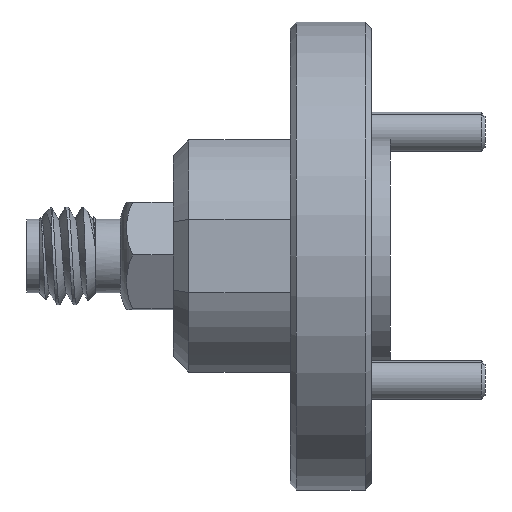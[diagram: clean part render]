
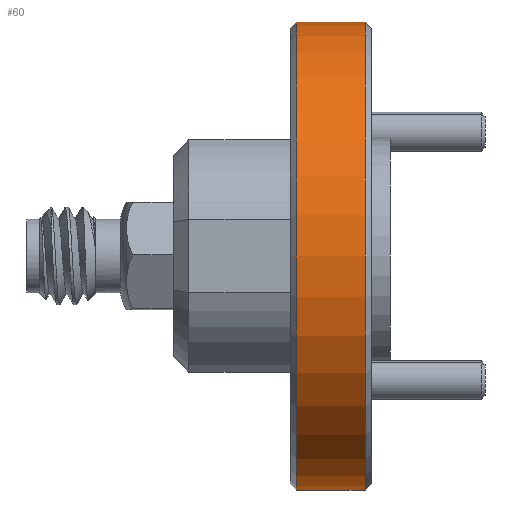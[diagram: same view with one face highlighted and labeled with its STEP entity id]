
A CAD part, front view. The second image highlights one B-rep face of the part: STEP entity #60.
In plain terms, the highlighted cylindrical face has radius 9.525 mm (diameter 19.05 mm), a partial arc.
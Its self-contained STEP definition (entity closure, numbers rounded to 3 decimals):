
#60 = ADVANCED_FACE ( 'NONE', ( #2371 ), #3975, .T. ) ;
#160 = CARTESIAN_POINT ( 'NONE',  ( -10.906, 10.774, 23.801 ) ) ;
#223 = CARTESIAN_POINT ( 'NONE',  ( 9.743, 10.774, 14.276 ) ) ;
#224 = ORIENTED_EDGE ( 'NONE', *, *, #2921, .T. ) ;
#320 = CARTESIAN_POINT ( 'NONE',  ( 6.949, 10.774, 23.801 ) ) ;
#478 = CARTESIAN_POINT ( 'NONE',  ( 9.743, 10.774, 23.801 ) ) ;
#545 = LINE ( 'NONE', #6537, #5825 ) ;
#689 = VERTEX_POINT ( 'NONE', #320 ) ;
#702 = EDGE_LOOP ( 'NONE', ( #2523, #2373, #224, #4820 ) ) ;
#766 = DIRECTION ( 'NONE',  ( -1., 0., 0. ) ) ;
#788 = DIRECTION ( 'NONE',  ( 1., 0., 0. ) ) ;
#969 = DIRECTION ( 'NONE',  ( -1., 0., 0. ) ) ;
#1099 = VERTEX_POINT ( 'NONE', #2105 ) ;
#1651 = DIRECTION ( 'NONE',  ( -1., 0., 0. ) ) ;
#2105 = CARTESIAN_POINT ( 'NONE',  ( 9.743, 10.774, 4.751 ) ) ;
#2122 = CIRCLE ( 'NONE', #2197, 9.525 ) ;
#2197 = AXIS2_PLACEMENT_3D ( 'NONE', #223, #5022, #5616 ) ;
#2371 = FACE_OUTER_BOUND ( 'NONE', #702, .T. ) ;
#2373 = ORIENTED_EDGE ( 'NONE', *, *, #4877, .T. ) ;
#2523 = ORIENTED_EDGE ( 'NONE', *, *, #4137, .F. ) ;
#2591 = DIRECTION ( 'NONE',  ( 0., 0., 1. ) ) ;
#2852 = DIRECTION ( 'NONE',  ( 0., 0., -1. ) ) ;
#2921 = EDGE_CURVE ( 'NONE', #4084, #689, #6772, .T. ) ;
#3017 = CIRCLE ( 'NONE', #6385, 9.525 ) ;
#3403 = CARTESIAN_POINT ( 'NONE',  ( -10.906, 10.774, 14.276 ) ) ;
#3597 = VECTOR ( 'NONE', #766, 1000. ) ;
#3902 = CARTESIAN_POINT ( 'NONE',  ( 6.949, 10.774, 14.276 ) ) ;
#3975 = CYLINDRICAL_SURFACE ( 'NONE', #5963, 9.525 ) ;
#4084 = VERTEX_POINT ( 'NONE', #478 ) ;
#4137 = EDGE_CURVE ( 'NONE', #1099, #6746, #545, .T. ) ;
#4820 = ORIENTED_EDGE ( 'NONE', *, *, #5063, .T. ) ;
#4877 = EDGE_CURVE ( 'NONE', #1099, #4084, #2122, .T. ) ;
#5022 = DIRECTION ( 'NONE',  ( -1., 0., 0. ) ) ;
#5063 = EDGE_CURVE ( 'NONE', #689, #6746, #3017, .T. ) ;
#5333 = CARTESIAN_POINT ( 'NONE',  ( 6.949, 10.774, 4.751 ) ) ;
#5616 = DIRECTION ( 'NONE',  ( 0., 0., 1. ) ) ;
#5825 = VECTOR ( 'NONE', #1651, 1000. ) ;
#5963 = AXIS2_PLACEMENT_3D ( 'NONE', #3403, #969, #2591 ) ;
#6385 = AXIS2_PLACEMENT_3D ( 'NONE', #3902, #788, #2852 ) ;
#6537 = CARTESIAN_POINT ( 'NONE',  ( -10.906, 10.774, 4.751 ) ) ;
#6746 = VERTEX_POINT ( 'NONE', #5333 ) ;
#6772 = LINE ( 'NONE', #160, #3597 ) ;
